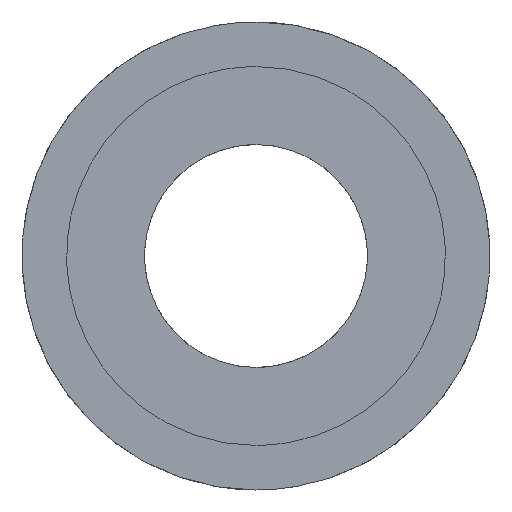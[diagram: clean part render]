
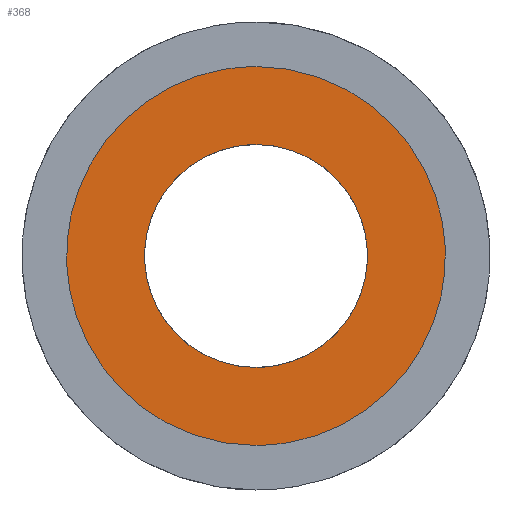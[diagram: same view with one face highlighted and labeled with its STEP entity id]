
A CAD part, front view. The second image highlights one B-rep face of the part: STEP entity #368.
In plain terms, the highlighted free-form (B-spline) face has degree [1, 1] with [2, 2] control points.
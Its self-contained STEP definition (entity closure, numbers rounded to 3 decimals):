
#225 = VERTEX_POINT('',#226);
#226 = CARTESIAN_POINT('',(0.,0.,8.606));
#231 = EDGE_CURVE('',#225,#232,#234,.T.);
#232 = VERTEX_POINT('',#233);
#233 = CARTESIAN_POINT('',(0.,0.,-8.606));
#234 = ( BOUNDED_CURVE() B_SPLINE_CURVE(2,(#235,#236,#237,#238,#239),
.UNSPECIFIED.,.F.,.F.) B_SPLINE_CURVE_WITH_KNOTS((3,2,3),(0.,
1.571,3.142),.PIECEWISE_BEZIER_KNOTS.) CURVE() 
GEOMETRIC_REPRESENTATION_ITEM() RATIONAL_B_SPLINE_CURVE((1.,
0.707,1.,0.707,1.)) REPRESENTATION_ITEM('') );
#235 = CARTESIAN_POINT('',(0.,0.,8.606));
#236 = CARTESIAN_POINT('',(8.606,0.,8.606));
#237 = CARTESIAN_POINT('',(8.606,0.,0.));
#238 = CARTESIAN_POINT('',(8.606,0.,-8.606));
#239 = CARTESIAN_POINT('',(0.,0.,-8.606));
#261 = VERTEX_POINT('',#262);
#262 = CARTESIAN_POINT('',(0.,0.,5.062));
#280 = VERTEX_POINT('',#281);
#281 = CARTESIAN_POINT('',(0.,0.,-5.062));
#286 = EDGE_CURVE('',#280,#261,#287,.T.);
#287 = ( BOUNDED_CURVE() B_SPLINE_CURVE(2,(#288,#289,#290,#291,#292),
.UNSPECIFIED.,.F.,.F.) B_SPLINE_CURVE_WITH_KNOTS((3,2,3),(3.142,
4.712,6.283),.PIECEWISE_BEZIER_KNOTS.) CURVE() 
GEOMETRIC_REPRESENTATION_ITEM() RATIONAL_B_SPLINE_CURVE((1.,
0.707,1.,0.707,1.)) REPRESENTATION_ITEM('') );
#288 = CARTESIAN_POINT('',(0.,0.,-5.062));
#289 = CARTESIAN_POINT('',(-5.062,0.,-5.062));
#290 = CARTESIAN_POINT('',(-5.062,0.,0.));
#291 = CARTESIAN_POINT('',(-5.062,0.,5.062));
#292 = CARTESIAN_POINT('',(0.,0.,5.062));
#317 = EDGE_CURVE('',#261,#280,#318,.T.);
#318 = ( BOUNDED_CURVE() B_SPLINE_CURVE(2,(#319,#320,#321,#322,#323),
.UNSPECIFIED.,.F.,.F.) B_SPLINE_CURVE_WITH_KNOTS((3,2,3),(0.,
1.571,3.142),.PIECEWISE_BEZIER_KNOTS.) CURVE() 
GEOMETRIC_REPRESENTATION_ITEM() RATIONAL_B_SPLINE_CURVE((1.,
0.707,1.,0.707,1.)) REPRESENTATION_ITEM('') );
#319 = CARTESIAN_POINT('',(0.,0.,5.062));
#320 = CARTESIAN_POINT('',(5.062,0.,5.062));
#321 = CARTESIAN_POINT('',(5.062,0.,0.));
#322 = CARTESIAN_POINT('',(5.062,0.,-5.062));
#323 = CARTESIAN_POINT('',(0.,0.,-5.062));
#350 = EDGE_CURVE('',#232,#225,#351,.T.);
#351 = ( BOUNDED_CURVE() B_SPLINE_CURVE(2,(#352,#353,#354,#355,#356),
.UNSPECIFIED.,.F.,.F.) B_SPLINE_CURVE_WITH_KNOTS((3,2,3),(3.142,
4.712,6.283),.PIECEWISE_BEZIER_KNOTS.) CURVE() 
GEOMETRIC_REPRESENTATION_ITEM() RATIONAL_B_SPLINE_CURVE((1.,
0.707,1.,0.707,1.)) REPRESENTATION_ITEM('') );
#352 = CARTESIAN_POINT('',(0.,0.,-8.606));
#353 = CARTESIAN_POINT('',(-8.606,0.,-8.606));
#354 = CARTESIAN_POINT('',(-8.606,0.,0.));
#355 = CARTESIAN_POINT('',(-8.606,0.,8.606));
#356 = CARTESIAN_POINT('',(0.,0.,8.606));
#368 = ADVANCED_FACE('',(#369,#373),#377,.F.);
#369 = FACE_BOUND('',#370,.T.);
#370 = EDGE_LOOP('',(#371,#372));
#371 = ORIENTED_EDGE('',*,*,#317,.T.);
#372 = ORIENTED_EDGE('',*,*,#286,.T.);
#373 = FACE_BOUND('',#374,.T.);
#374 = EDGE_LOOP('',(#375,#376));
#375 = ORIENTED_EDGE('',*,*,#350,.F.);
#376 = ORIENTED_EDGE('',*,*,#231,.F.);
#377 = B_SPLINE_SURFACE_WITH_KNOTS('',1,1,(
    (#378,#379)
    ,(#380,#381
    )),.UNSPECIFIED.,.F.,.F.,.F.,(2,2),(2,2),(-8.5,8.5),(-8.5,8.5),
  .PIECEWISE_BEZIER_KNOTS.);
#378 = CARTESIAN_POINT('',(-8.606,0.,-8.606));
#379 = CARTESIAN_POINT('',(8.606,0.,-8.606));
#380 = CARTESIAN_POINT('',(-8.606,0.,8.606));
#381 = CARTESIAN_POINT('',(8.606,0.,8.606));
